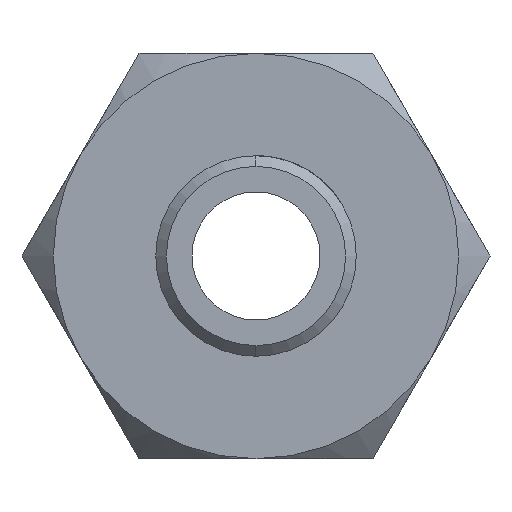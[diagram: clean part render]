
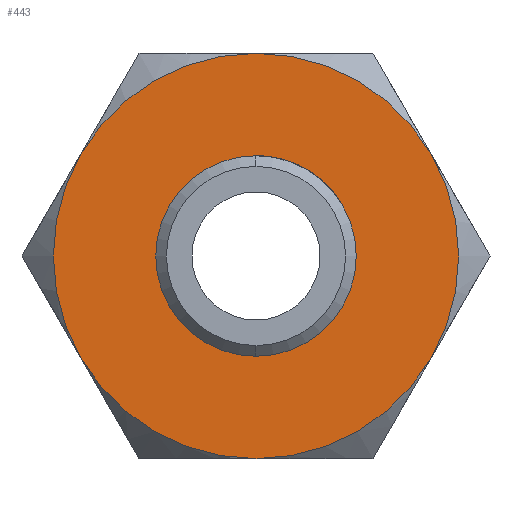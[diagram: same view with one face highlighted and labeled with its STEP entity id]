
A CAD part, left-side view. The second image highlights one B-rep face of the part: STEP entity #443.
In plain terms, the highlighted planar face has unit normal (-1, 0, 0).
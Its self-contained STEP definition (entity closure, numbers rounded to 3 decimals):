
#72 = CARTESIAN_POINT ( 'NONE',  ( 18., 0., 0. ) ) ;
#207 = VERTEX_POINT ( 'NONE', #7906 ) ;
#242 = AXIS2_PLACEMENT_3D ( 'NONE', #3832, #689, #2869 ) ;
#443 = ADVANCED_FACE ( 'NONE', ( #3597, #2145 ), #2250, .F. ) ;
#555 = EDGE_CURVE ( 'NONE', #8942, #1484, #5184, .T. ) ;
#606 = DIRECTION ( 'NONE',  ( 0., 0., -1. ) ) ;
#637 = EDGE_CURVE ( 'NONE', #8942, #207, #3983, .T. ) ;
#689 = DIRECTION ( 'NONE',  ( 1., 0., 0. ) ) ;
#709 = EDGE_CURVE ( 'NONE', #1484, #7816, #8414, .T. ) ;
#744 = DIRECTION ( 'NONE',  ( 1., 0., 0. ) ) ;
#745 = AXIS2_PLACEMENT_3D ( 'NONE', #1934, #7599, #8546 ) ;
#945 = DIRECTION ( 'NONE',  ( 1., 0., 0. ) ) ;
#1137 = DIRECTION ( 'NONE',  ( -1., 0., 0. ) ) ;
#1484 = VERTEX_POINT ( 'NONE', #3233 ) ;
#1696 = DIRECTION ( 'NONE',  ( 0., 0., -1. ) ) ;
#1770 = EDGE_LOOP ( 'NONE', ( #2171, #10532 ) ) ;
#1934 = CARTESIAN_POINT ( 'NONE',  ( 18., 0., 0. ) ) ;
#1940 = AXIS2_PLACEMENT_3D ( 'NONE', #7167, #3858, #606 ) ;
#2145 = FACE_OUTER_BOUND ( 'NONE', #3700, .T. ) ;
#2151 = EDGE_CURVE ( 'NONE', #2163, #207, #6542, .T. ) ;
#2163 = VERTEX_POINT ( 'NONE', #9480 ) ;
#2171 = ORIENTED_EDGE ( 'NONE', *, *, #7303, .F. ) ;
#2250 = PLANE ( 'NONE',  #1940 ) ;
#2263 = VERTEX_POINT ( 'NONE', #3138 ) ;
#2572 = DIRECTION ( 'NONE',  ( 0., 0., 1. ) ) ;
#2798 = AXIS2_PLACEMENT_3D ( 'NONE', #5194, #1137, #6680 ) ;
#2869 = DIRECTION ( 'NONE',  ( 0., 0., -1. ) ) ;
#2901 = ORIENTED_EDGE ( 'NONE', *, *, #3688, .F. ) ;
#3124 = CARTESIAN_POINT ( 'NONE',  ( 18., 0., 0. ) ) ;
#3138 = CARTESIAN_POINT ( 'NONE',  ( 18., 0., -4.7 ) ) ;
#3233 = CARTESIAN_POINT ( 'NONE',  ( 18., -8.227, 4.75 ) ) ;
#3323 = AXIS2_PLACEMENT_3D ( 'NONE', #72, #9025, #6629 ) ;
#3454 = VERTEX_POINT ( 'NONE', #8955 ) ;
#3479 = DIRECTION ( 'NONE',  ( -1., 0., 0. ) ) ;
#3480 = CIRCLE ( 'NONE', #6373, 9.5 ) ;
#3488 = CIRCLE ( 'NONE', #3323, 4.7 ) ;
#3597 = FACE_BOUND ( 'NONE', #1770, .T. ) ;
#3688 = EDGE_CURVE ( 'NONE', #7816, #7988, #4502, .T. ) ;
#3700 = EDGE_LOOP ( 'NONE', ( #9675, #2901, #4032, #6648, #9356, #10125 ) ) ;
#3832 = CARTESIAN_POINT ( 'NONE',  ( 18., 0., 0. ) ) ;
#3858 = DIRECTION ( 'NONE',  ( 1., 0., 0. ) ) ;
#3969 = CARTESIAN_POINT ( 'NONE',  ( 18., -8.227, -4.75 ) ) ;
#3983 = CIRCLE ( 'NONE', #4515, 9.5 ) ;
#4032 = ORIENTED_EDGE ( 'NONE', *, *, #709, .F. ) ;
#4502 = CIRCLE ( 'NONE', #8426, 9.5 ) ;
#4515 = AXIS2_PLACEMENT_3D ( 'NONE', #6743, #3479, #2572 ) ;
#4537 = CARTESIAN_POINT ( 'NONE',  ( 18., 0., 0. ) ) ;
#4720 = DIRECTION ( 'NONE',  ( 1., 0., 0. ) ) ;
#5184 = CIRCLE ( 'NONE', #9769, 9.5 ) ;
#5194 = CARTESIAN_POINT ( 'NONE',  ( 18., 0., 0. ) ) ;
#5468 = EDGE_CURVE ( 'NONE', #7988, #2163, #3480, .T. ) ;
#5654 = DIRECTION ( 'NONE',  ( 0., 0., -1. ) ) ;
#6373 = AXIS2_PLACEMENT_3D ( 'NONE', #4537, #744, #5654 ) ;
#6542 = CIRCLE ( 'NONE', #242, 9.5 ) ;
#6629 = DIRECTION ( 'NONE',  ( 0., 0., 1. ) ) ;
#6648 = ORIENTED_EDGE ( 'NONE', *, *, #555, .F. ) ;
#6680 = DIRECTION ( 'NONE',  ( 0., 0., 1. ) ) ;
#6743 = CARTESIAN_POINT ( 'NONE',  ( 18., 0., 0. ) ) ;
#7122 = CARTESIAN_POINT ( 'NONE',  ( 18., 0., 9.5 ) ) ;
#7167 = CARTESIAN_POINT ( 'NONE',  ( 18., 0., 0. ) ) ;
#7279 = DIRECTION ( 'NONE',  ( 0., 0., -1. ) ) ;
#7303 = EDGE_CURVE ( 'NONE', #3454, #2263, #7921, .T. ) ;
#7599 = DIRECTION ( 'NONE',  ( 1., 0., 0. ) ) ;
#7816 = VERTEX_POINT ( 'NONE', #3969 ) ;
#7906 = CARTESIAN_POINT ( 'NONE',  ( 18., 8.227, 4.75 ) ) ;
#7921 = CIRCLE ( 'NONE', #2798, 4.7 ) ;
#7943 = EDGE_CURVE ( 'NONE', #2263, #3454, #3488, .T. ) ;
#7988 = VERTEX_POINT ( 'NONE', #8186 ) ;
#8186 = CARTESIAN_POINT ( 'NONE',  ( 18., 0., -9.5 ) ) ;
#8414 = CIRCLE ( 'NONE', #745, 9.5 ) ;
#8426 = AXIS2_PLACEMENT_3D ( 'NONE', #3124, #945, #1696 ) ;
#8546 = DIRECTION ( 'NONE',  ( 0., 0., -1. ) ) ;
#8870 = CARTESIAN_POINT ( 'NONE',  ( 18., 0., 0. ) ) ;
#8942 = VERTEX_POINT ( 'NONE', #7122 ) ;
#8955 = CARTESIAN_POINT ( 'NONE',  ( 18., 0., 4.7 ) ) ;
#9025 = DIRECTION ( 'NONE',  ( -1., 0., 0. ) ) ;
#9356 = ORIENTED_EDGE ( 'NONE', *, *, #637, .T. ) ;
#9480 = CARTESIAN_POINT ( 'NONE',  ( 18., 8.227, -4.75 ) ) ;
#9675 = ORIENTED_EDGE ( 'NONE', *, *, #5468, .F. ) ;
#9769 = AXIS2_PLACEMENT_3D ( 'NONE', #8870, #4720, #7279 ) ;
#10125 = ORIENTED_EDGE ( 'NONE', *, *, #2151, .F. ) ;
#10532 = ORIENTED_EDGE ( 'NONE', *, *, #7943, .F. ) ;
